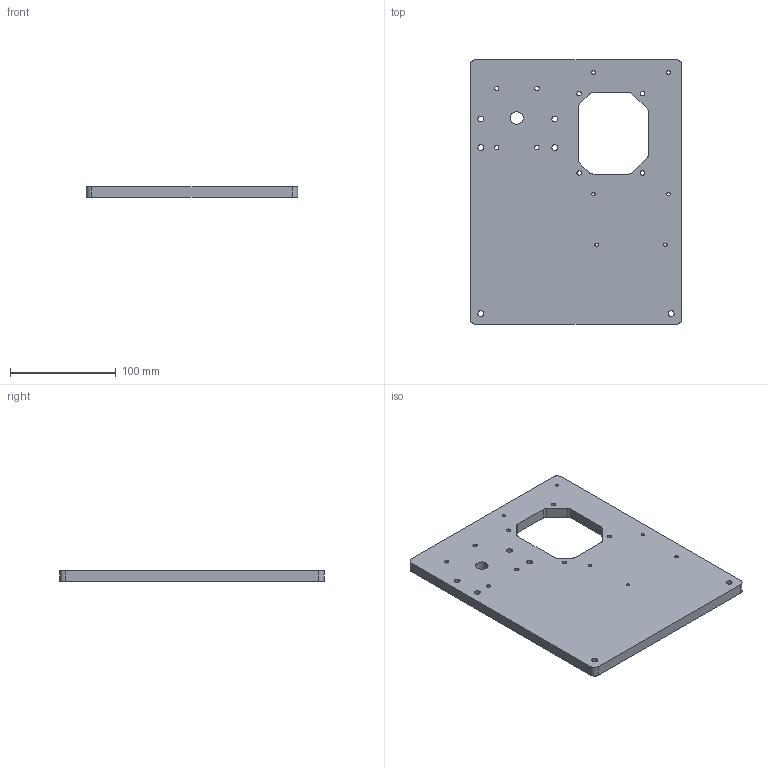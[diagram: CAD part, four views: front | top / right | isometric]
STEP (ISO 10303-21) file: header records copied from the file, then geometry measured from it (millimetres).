
FILE_DESCRIPTION (( 'STEP AP203' ), '1' );
FILE_NAME ('MFR1-PD-001-A.STEP', '2019-11-18T20:13:59', ( '' ), ( '' ), 'SwSTEP 2.0', 'SolidWorks 2015', '' );
FILE_SCHEMA (( 'CONFIG_CONTROL_DESIGN' ));
Length unit declared in the file: millimetre
Products named in the file (1): MFR1-PD-001-A
Bounding box: 200 x 250 x 10 mm (x, y, z)
Volume: 448390.4 mm3; surface area: 104206.6 mm2
Topology: 1 solids, 1 shells, 68 faces, 198 edges, 132 vertices
Faces by surface type: cylinder 54, plane 14
Entity records: 2475 total; most frequent: DIRECTION 444, CARTESIAN_POINT 399, ORIENTED_EDGE 396, EDGE_CURVE 198, AXIS2_PLACEMENT_3D 177, VERTEX_POINT 132, EDGE_LOOP 112, CIRCLE 108
